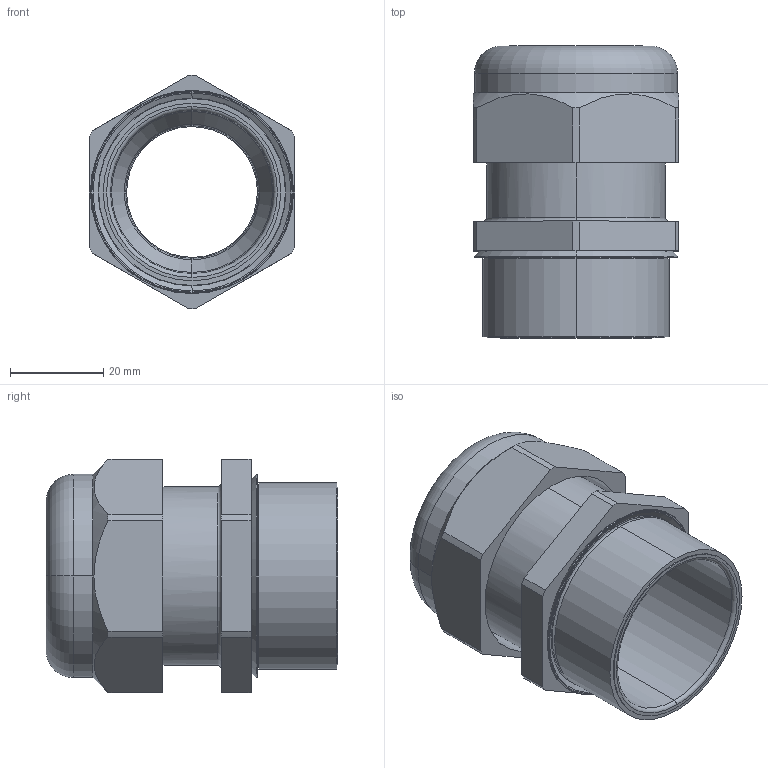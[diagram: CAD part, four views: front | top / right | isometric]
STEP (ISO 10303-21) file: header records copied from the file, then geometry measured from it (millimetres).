
FILE_DESCRIPTION (( 'STEP AP214' ), '1' );
FILE_NAME ('2022953.stp', '2018-05-24T06:39:45', ( '' ), ( '' ), 'SwSTEP 2.0', 'SolidWorks 2016', '' );
FILE_SCHEMA (( 'AUTOMOTIVE_DESIGN' ));
Length unit declared in the file: millimetre
Products named in the file (4): EV501_M40; 0006114_technische Darstellung; 0041408_technische Darstellung; 2022953
Assembly tree (3 placements, depth 2):
  2022953
    0041408_technische Darstellung
    0006114_technische Darstellung
    EV501_M40
Bounding box: 44 x 62.5 x 50 mm (x, y, z)
Volume: 30985.5 mm3; surface area: 27557 mm2
Topology: 3 solids, 3 shells, 328 faces, 871 edges, 555 vertices
Faces by surface type: plane 129, torus 84, cylinder 81, cone 34
Entity records: 11062 total; most frequent: CARTESIAN_POINT 2788, ORIENTED_EDGE 1742, DIRECTION 1724, EDGE_CURVE 871, AXIS2_PLACEMENT_3D 695, VERTEX_POINT 555, CIRCLE 361, EDGE_LOOP 340
